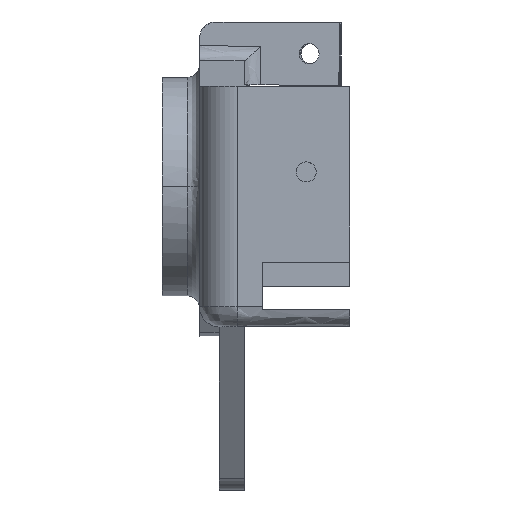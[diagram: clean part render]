
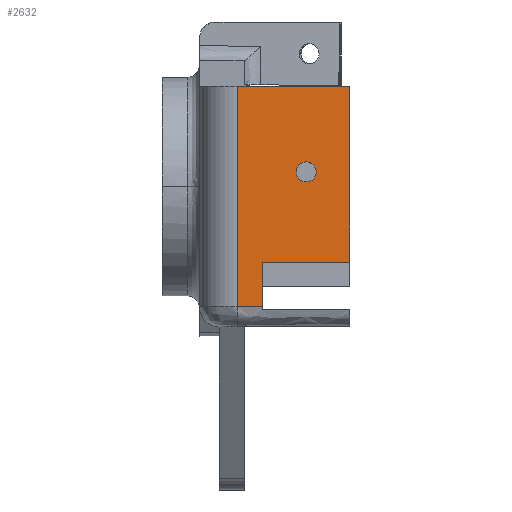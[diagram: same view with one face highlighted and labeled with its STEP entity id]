
A CAD part, front view. The second image highlights one B-rep face of the part: STEP entity #2632.
In plain terms, the highlighted free-form (B-spline) face has degree [1, 1] with [2, 2] control points.
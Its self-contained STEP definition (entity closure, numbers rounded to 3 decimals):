
#256 = VERTEX_POINT('',#257);
#257 = CARTESIAN_POINT('',(35.738,-106.008,5.448
    ));
#275 = VERTEX_POINT('',#276);
#276 = CARTESIAN_POINT('',(43.157,-106.008,5.448
    ));
#281 = EDGE_CURVE('',#256,#275,#282,.T.);
#282 = ( BOUNDED_CURVE() B_SPLINE_CURVE(2,(#283,#284,#285,#286,#287),
.UNSPECIFIED.,.F.,.F.) B_SPLINE_CURVE_WITH_KNOTS((3,2,3),(0.,
1.571,3.142),.PIECEWISE_BEZIER_KNOTS.) CURVE() 
GEOMETRIC_REPRESENTATION_ITEM() RATIONAL_B_SPLINE_CURVE((1.,
0.707,1.,0.707,1.)) REPRESENTATION_ITEM('') );
#283 = CARTESIAN_POINT('',(35.738,-106.008,5.448
    ));
#284 = CARTESIAN_POINT('',(35.738,-106.008,
    1.738));
#285 = CARTESIAN_POINT('',(39.448,-106.008,
    1.738));
#286 = CARTESIAN_POINT('',(43.157,-106.008,
    1.738));
#287 = CARTESIAN_POINT('',(43.157,-106.008,5.448
    ));
#1715 = EDGE_CURVE('',#1716,#1718,#1720,.T.);
#1716 = VERTEX_POINT('',#1717);
#1717 = CARTESIAN_POINT('',(23.186,-106.008,
    -27.941));
#1718 = VERTEX_POINT('',#1719);
#1719 = CARTESIAN_POINT('',(23.186,-106.008,
    -44.425));
#1720 = B_SPLINE_CURVE_WITH_KNOTS('',1,(#1721,#1722),.UNSPECIFIED.,.F.,
  .F.,(2,2),(7.,24.774),.PIECEWISE_BEZIER_KNOTS.);
#1721 = CARTESIAN_POINT('',(23.186,-106.008,
    -27.941));
#1722 = CARTESIAN_POINT('',(23.186,-106.008,
    -44.425));
#2632 = ADVANCED_FACE('',(#2633,#2669),#2680,.F.);
#2633 = FACE_BOUND('',#2634,.T.);
#2634 = EDGE_LOOP('',(#2635,#2644,#2649,#2650,#2657,#2664));
#2635 = ORIENTED_EDGE('',*,*,#2636,.T.);
#2636 = EDGE_CURVE('',#2637,#2639,#2641,.T.);
#2637 = VERTEX_POINT('',#2638);
#2638 = CARTESIAN_POINT('',(13.912,-106.008,
    37.098));
#2639 = VERTEX_POINT('',#2640);
#2640 = CARTESIAN_POINT('',(13.912,-106.008,
    -44.425));
#2641 = B_SPLINE_CURVE_WITH_KNOTS('',1,(#2642,#2643),.UNSPECIFIED.,.F.,
  .F.,(2,2),(0.,87.9),.PIECEWISE_BEZIER_KNOTS.);
#2642 = CARTESIAN_POINT('',(13.912,-106.008,
    37.098));
#2643 = CARTESIAN_POINT('',(13.912,-106.008,
    -44.425));
#2644 = ORIENTED_EDGE('',*,*,#2645,.T.);
#2645 = EDGE_CURVE('',#2639,#1718,#2646,.T.);
#2646 = B_SPLINE_CURVE_WITH_KNOTS('',1,(#2647,#2648),.UNSPECIFIED.,.F.,
  .F.,(2,2),(-45.,-35.),.PIECEWISE_BEZIER_KNOTS.);
#2647 = CARTESIAN_POINT('',(13.912,-106.008,
    -44.425));
#2648 = CARTESIAN_POINT('',(23.186,-106.008,
    -44.425));
#2649 = ORIENTED_EDGE('',*,*,#1715,.F.);
#2650 = ORIENTED_EDGE('',*,*,#2651,.T.);
#2651 = EDGE_CURVE('',#1716,#2652,#2654,.T.);
#2652 = VERTEX_POINT('',#2653);
#2653 = CARTESIAN_POINT('',(55.647,-106.008,
    -27.941));
#2654 = B_SPLINE_CURVE_WITH_KNOTS('',1,(#2655,#2656),.UNSPECIFIED.,.F.,
  .F.,(2,2),(34.42,69.42),.PIECEWISE_BEZIER_KNOTS.);
#2655 = CARTESIAN_POINT('',(23.186,-106.008,
    -27.941));
#2656 = CARTESIAN_POINT('',(55.647,-106.008,
    -27.941));
#2657 = ORIENTED_EDGE('',*,*,#2658,.F.);
#2658 = EDGE_CURVE('',#2659,#2652,#2661,.T.);
#2659 = VERTEX_POINT('',#2660);
#2660 = CARTESIAN_POINT('',(55.647,-106.008,
    37.098));
#2661 = B_SPLINE_CURVE_WITH_KNOTS('',1,(#2662,#2663),.UNSPECIFIED.,.F.,
  .F.,(2,2),(-0.,70.126),.PIECEWISE_BEZIER_KNOTS.);
#2662 = CARTESIAN_POINT('',(55.647,-106.008,
    37.098));
#2663 = CARTESIAN_POINT('',(55.647,-106.008,
    -27.941));
#2664 = ORIENTED_EDGE('',*,*,#2665,.F.);
#2665 = EDGE_CURVE('',#2637,#2659,#2666,.T.);
#2666 = B_SPLINE_CURVE_WITH_KNOTS('',1,(#2667,#2668),.UNSPECIFIED.,.F.,
  .F.,(2,2),(15.,60.),.PIECEWISE_BEZIER_KNOTS.);
#2667 = CARTESIAN_POINT('',(13.912,-106.008,
    37.098));
#2668 = CARTESIAN_POINT('',(55.647,-106.008,
    37.098));
#2669 = FACE_BOUND('',#2670,.T.);
#2670 = EDGE_LOOP('',(#2671,#2672));
#2671 = ORIENTED_EDGE('',*,*,#281,.F.);
#2672 = ORIENTED_EDGE('',*,*,#2673,.F.);
#2673 = EDGE_CURVE('',#275,#256,#2674,.T.);
#2674 = ( BOUNDED_CURVE() B_SPLINE_CURVE(2,(#2675,#2676,#2677,#2678,
#2679),.UNSPECIFIED.,.F.,.F.) B_SPLINE_CURVE_WITH_KNOTS((3,2,3),(
    3.142,4.712,6.283),
.PIECEWISE_BEZIER_KNOTS.) CURVE() GEOMETRIC_REPRESENTATION_ITEM() 
RATIONAL_B_SPLINE_CURVE((1.,0.707,1.,0.707,1.)) 
REPRESENTATION_ITEM('') );
#2675 = CARTESIAN_POINT('',(43.157,-106.008,
    5.448));
#2676 = CARTESIAN_POINT('',(43.157,-106.008,
    9.157));
#2677 = CARTESIAN_POINT('',(39.448,-106.008,
    9.157));
#2678 = CARTESIAN_POINT('',(35.738,-106.008,
    9.157));
#2679 = CARTESIAN_POINT('',(35.738,-106.008,
    5.448));
#2680 = B_SPLINE_SURFACE_WITH_KNOTS('',1,1,(
    (#2681,#2682)
    ,(#2683,#2684
    )),.UNSPECIFIED.,.F.,.F.,.F.,(2,2),(2,2),(-60.,-15.),(-87.9,0.),
  .PIECEWISE_BEZIER_KNOTS.);
#2681 = CARTESIAN_POINT('',(55.647,-106.008,
    -44.425));
#2682 = CARTESIAN_POINT('',(55.647,-106.008,
    37.098));
#2683 = CARTESIAN_POINT('',(13.912,-106.008,
    -44.425));
#2684 = CARTESIAN_POINT('',(13.912,-106.008,
    37.098));
